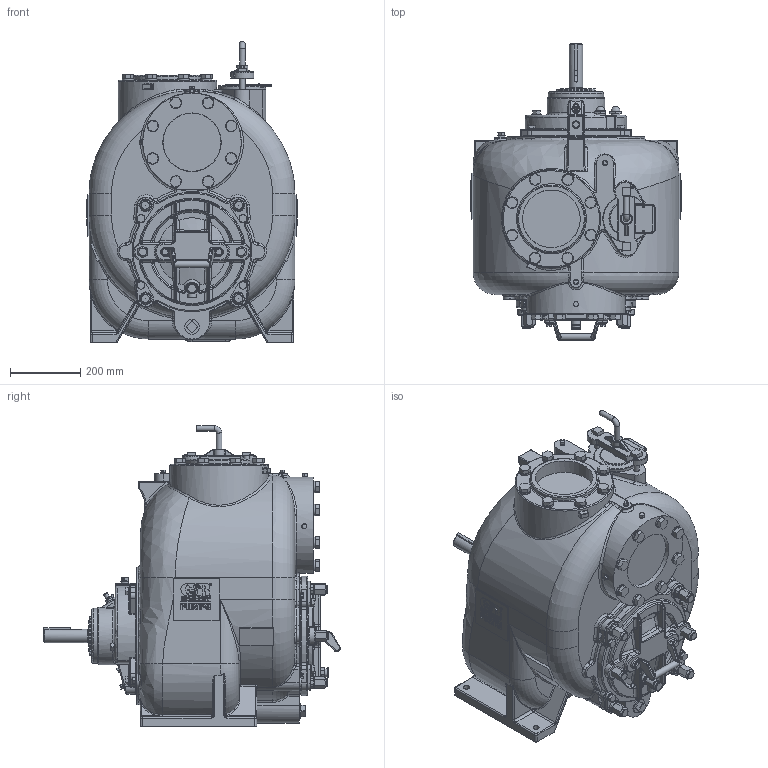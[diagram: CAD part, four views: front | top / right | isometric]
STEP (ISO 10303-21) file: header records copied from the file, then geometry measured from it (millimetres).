
FILE_DESCRIPTION(/* description */ ('Unknown'),/* implementation_level */ '2;1');
FILE_NAME(/* name */ '19022',/* time_stamp */ '2020-02-26T09:48:21-05:00',/* author */ ('Unknown'),/* organization */ ('Unknown'),/* preprocessor_version */ 'ST-DEVELOPER v16.7',/* originating_system */ 'DEX',/* authorisation */ $);
FILE_SCHEMA (('AUTOMOTIVE_DESIGN {1 0 10303 214 3 1 1}'));
Products named in the file (1): 19022
Bounding box: 596.52 x 840.9 x 854.01 mm (x, y, z)
Volume: 165841376.6 mm3; surface area: 2309401.4 mm2
Topology: 1 solids, 38 shells, 3930 faces, 9751 edges, 5936 vertices
Faces by surface type: plane 1828, cylinder 909, bspline 538, torus 484, sphere 103, cone 68
Full cylindrical faces by diameter (mm): 2.388 x2, 2.527 x2, 2.845 x2, 3.048 x2, 3.175 x2, 8.738 x1, 9.093 x1, 9.525 x4, 9.779 x3, 10.527 x2, 10.716 x2, 11.113 x2, 12.7 x9, 13.005 x8, 13.462 x2, 14.287 x4, 15.875 x5, 16.271 x4, 17.348 x3, 17.462 x4, 18.863 x8, 19.05 x5, 19.812 x4, 21.209 x8, 22.174 x8, 22.225 x6, 22.276 x2, 23.368 x1, 25.4 x13, 28.575 x4
Entity records: 152539 total; most frequent: CARTESIAN_POINT 35182, DIRECTION 18751, ORIENTED_EDGE 18468, EDGE_CURVE 9234, AXIS2_PLACEMENT_3D 6979, VERTEX_POINT 5804, LINE 4793, VECTOR 4793
